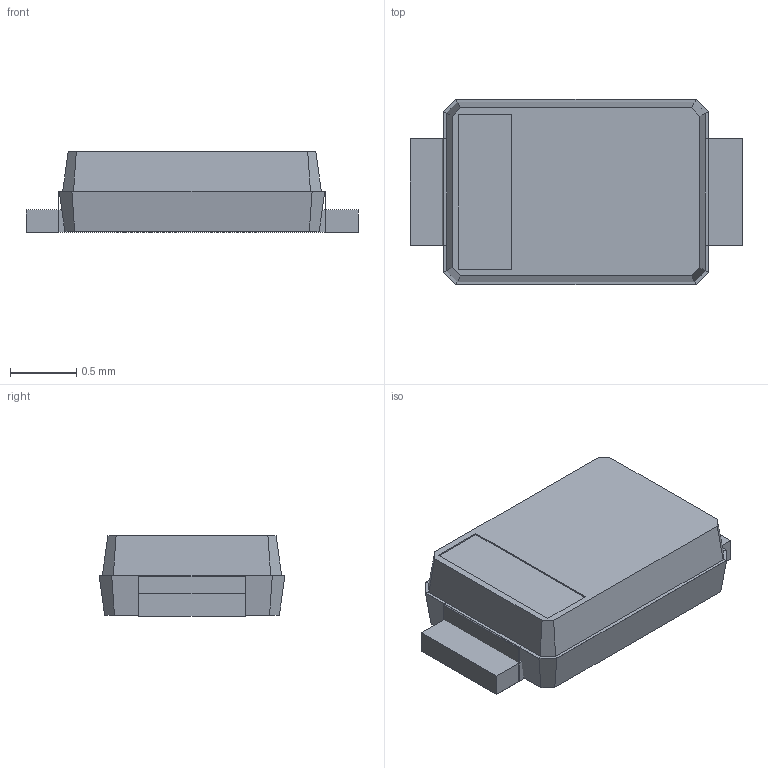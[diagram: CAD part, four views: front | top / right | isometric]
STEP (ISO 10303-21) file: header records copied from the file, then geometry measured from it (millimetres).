
FILE_DESCRIPTION(('FreeCAD Model'),'2;1');
FILE_NAME('D_SOD-323HE.step', '2020-05-21T10:30:09',('Author'),(''), 'Open CASCADE STEP processor 7.3','FreeCAD','Unknown');
FILE_SCHEMA(('AUTOMOTIVE_DESIGN { 1 0 10303 214 1 1 1 1 }'));
Length unit declared in the file: millimetre
Products named in the file (1): Compound
Bounding box: 2.5 x 1.4 x 0.61 mm (x, y, z)
Volume: 1.9 mm3; surface area: 15.8 mm2
Topology: 2 solids, 2 shells, 73 faces, 168 edges, 100 vertices
Faces by surface type: plane 39, bspline 26, cylinder 8
Entity records: 4646 total; most frequent: CARTESIAN_POINT 888, DIRECTION 528, LINE 392, VECTOR 392, ORIENTED_EDGE 336, PCURVE 336, DEFINITIONAL_REPRESENTATION 336, EDGE_CURVE 168
